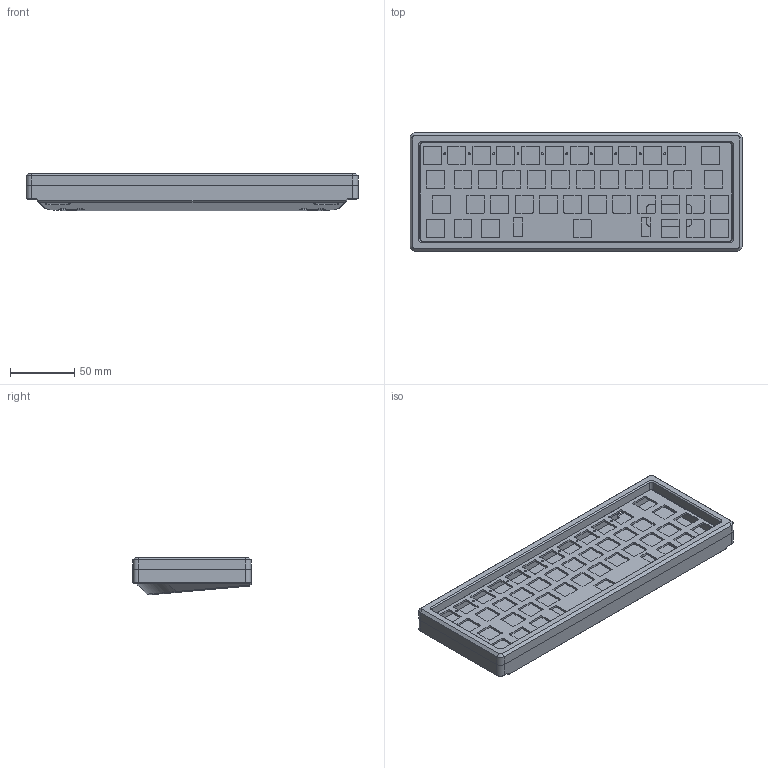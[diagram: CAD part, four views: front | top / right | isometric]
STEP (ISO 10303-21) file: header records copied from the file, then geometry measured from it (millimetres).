
FILE_DESCRIPTION(/* description */ (''),/* implementation_level */ '2;1');
FILE_NAME(/* name */ 'Carpool-FullStep.step',/* time_stamp */ '2021-07-31T22:32:23+03:00',/* author */ (''),/* organization */ (''),/* preprocessor_version */ 'ST-DEVELOPER v18.1',/* originating_system */ 'Autodesk Translation Framework v10.9.0.1377',/* authorisation */ '');
FILE_SCHEMA (('AUTOMOTIVE_DESIGN { 1 0 10303 214 3 1 1 }'));
Length unit declared in the file: millimetre
Products named in the file (4): Carpool-FullStep; Carpool-Top; Carpool-Leafplate_Jetvan; Carpool-Bottom-IntAngle
Assembly tree (3 placements, depth 2):
  Carpool-FullStep
    Carpool-Top
    Carpool-Leafplate_Jetvan
    Carpool-Bottom-IntAngle
Bounding box: 258.89 x 92.2 x 29.36 mm (x, y, z)
Volume: 244941.9 mm3; surface area: 113958.4 mm2
Topology: 3 solids, 3 shells, 790 faces, 2204 edges, 1450 vertices
Faces by surface type: cylinder 387, plane 361, bspline 26, cone 12, torus 4
Full cylindrical faces by diameter (mm): 1.5 x10, 2.075 x14, 2.175 x2, 2.5 x2, 2.7 x2, 5.2 x4, 5.27 x4, 20 x4
Entity records: 26609 total; most frequent: CARTESIAN_POINT 5317, DIRECTION 4496, ORIENTED_EDGE 4408, EDGE_CURVE 2204, AXIS2_PLACEMENT_3D 1565, VERTEX_POINT 1450, LINE 1366, VECTOR 1366
